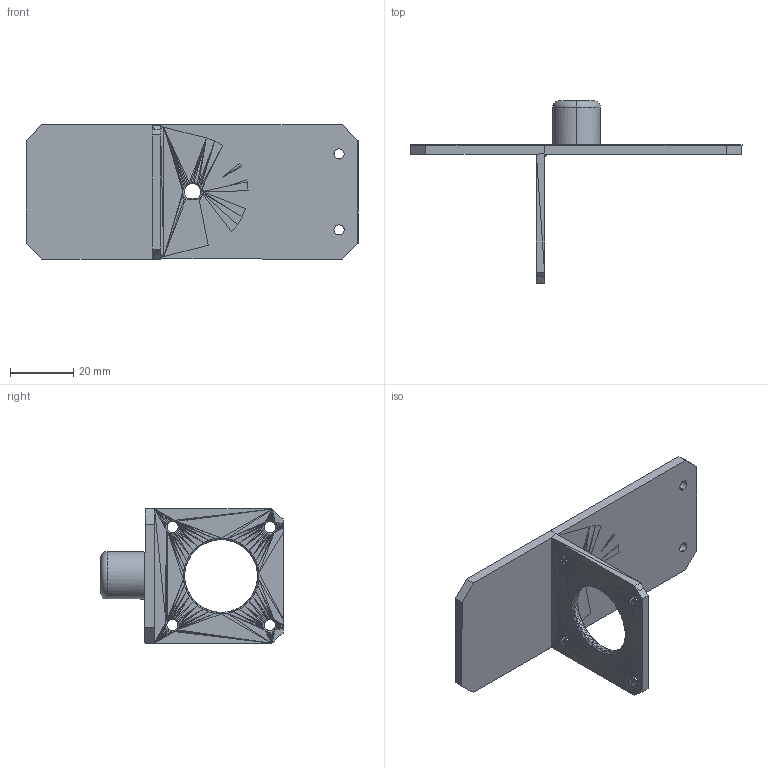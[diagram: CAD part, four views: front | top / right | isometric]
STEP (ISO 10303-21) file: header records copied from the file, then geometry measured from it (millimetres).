
FILE_DESCRIPTION (( 'STEP AP214' ), '1' );
FILE_NAME ('Tripod K230 Conn..STEP', '2025-07-30T04:46:31', ( '' ), ( '' ), 'SwSTEP 2.0', 'SolidWorks 2024', '' );
FILE_SCHEMA (( 'AUTOMOTIVE_DESIGN' ));
Length unit declared in the file: millimetre
Products named in the file (1): Tripod K230 Conn.
Bounding box: 105.08 x 57.81 x 42.59 mm (x, y, z)
Volume: 18590.1 mm3; surface area: 13524.1 mm2
Topology: 1 solids, 1 shells, 1915 faces, 3118 edges, 1195 vertices
Faces by surface type: plane 1903, cylinder 10, torus 2
Entity records: 39697 total; most frequent: DIRECTION 7007, CARTESIAN_POINT 6334, ORIENTED_EDGE 6236, EDGE_CURVE 3118, LINE 2991, VECTOR 2991, AXIS2_PLACEMENT_3D 2008, EDGE_LOOP 1921
